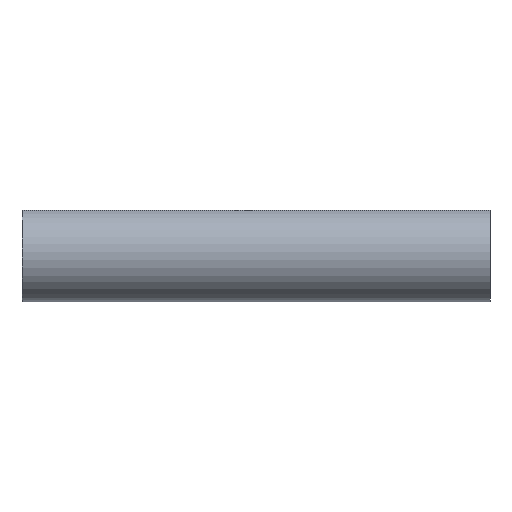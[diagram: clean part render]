
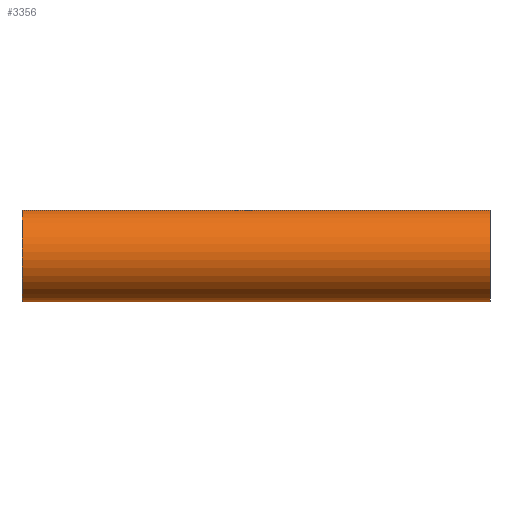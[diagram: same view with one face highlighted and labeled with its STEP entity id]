
A CAD part, front view. The second image highlights one B-rep face of the part: STEP entity #3356.
In plain terms, the highlighted cylindrical face has radius 20 mm (diameter 40 mm), a partial arc.
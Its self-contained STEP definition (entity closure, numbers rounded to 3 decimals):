
#188=CIRCLE('',#3693,20.);
#189=CIRCLE('',#3694,20.);
#292=CYLINDRICAL_SURFACE('',#3692,20.);
#447=FACE_OUTER_BOUND('',#617,.T.);
#617=EDGE_LOOP('',(#2703,#2704,#2705,#2706));
#919=LINE('',#5639,#1237);
#920=LINE('',#5645,#1238);
#1237=VECTOR('',#4626,1.);
#1238=VECTOR('',#4633,1.);
#1575=VERTEX_POINT('',#5635);
#1576=VERTEX_POINT('',#5637);
#1577=VERTEX_POINT('',#5641);
#1578=VERTEX_POINT('',#5643);
#2055=EDGE_CURVE('',#1575,#1576,#919,.T.);
#2056=EDGE_CURVE('',#1577,#1575,#188,.T.);
#2057=EDGE_CURVE('',#1578,#1576,#189,.T.);
#2058=EDGE_CURVE('',#1577,#1578,#920,.T.);
#2703=ORIENTED_EDGE('',*,*,#2056,.T.);
#2704=ORIENTED_EDGE('',*,*,#2055,.T.);
#2705=ORIENTED_EDGE('',*,*,#2057,.F.);
#2706=ORIENTED_EDGE('',*,*,#2058,.F.);
#3356=ADVANCED_FACE('',(#447),#292,.T.);
#3692=AXIS2_PLACEMENT_3D('',#5640,#4627,#4628);
#3693=AXIS2_PLACEMENT_3D('',#5642,#4629,#4630);
#3694=AXIS2_PLACEMENT_3D('',#5644,#4631,#4632);
#4626=DIRECTION('',(1.,0.,0.));
#4627=DIRECTION('center_axis',(1.,0.,0.));
#4628=DIRECTION('ref_axis',(0.,0.,
-1.));
#4629=DIRECTION('center_axis',(1.,0.,0.));
#4630=DIRECTION('ref_axis',(0.,-0.315,0.949));
#4631=DIRECTION('center_axis',(1.,0.,0.));
#4632=DIRECTION('ref_axis',(0.,-0.315,0.949));
#4633=DIRECTION('',(1.,0.,0.));
#5635=CARTESIAN_POINT('',(0.,6.291,18.985));
#5637=CARTESIAN_POINT('',(200.,6.291,18.985));
#5639=CARTESIAN_POINT('',(0.,6.291,18.985));
#5640=CARTESIAN_POINT('Origin',(0.,0.,0.));
#5641=CARTESIAN_POINT('',(0.,-6.291,18.985));
#5642=CARTESIAN_POINT('Origin',(0.,0.,0.));
#5643=CARTESIAN_POINT('',(200.,-6.291,18.985));
#5644=CARTESIAN_POINT('Origin',(200.,0.,0.));
#5645=CARTESIAN_POINT('',(0.,-6.291,18.985));
